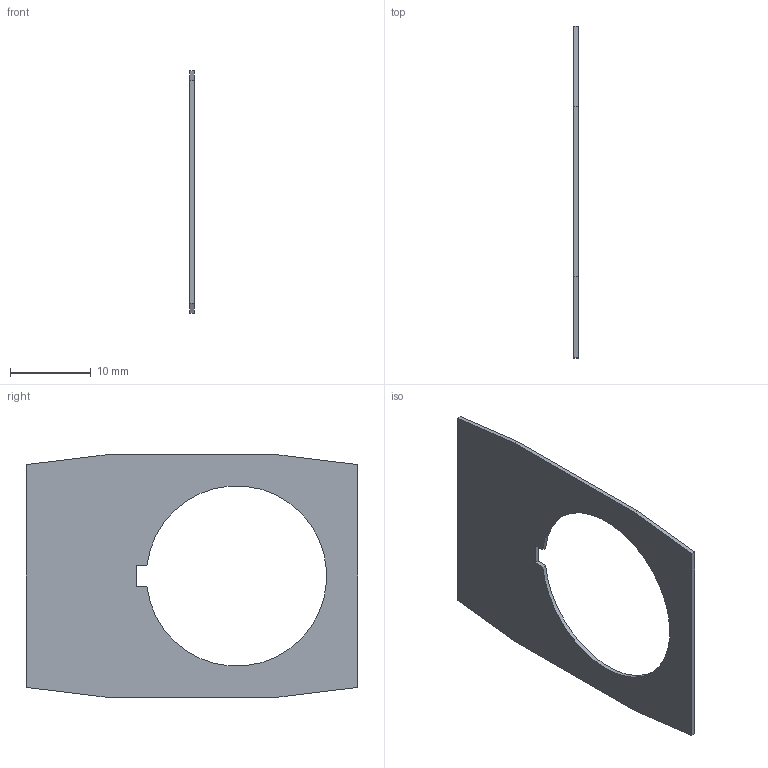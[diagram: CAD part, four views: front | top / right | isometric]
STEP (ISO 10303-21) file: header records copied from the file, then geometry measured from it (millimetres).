
FILE_DESCRIPTION(/* description */ ('STEP AP214'),/* implementation_level */ '2;1');
FILE_NAME(/* name */ '4588_BZ-1-22',/* time_stamp */ '2024-08-05T15:49:19+02:00',/* author */ ('License CC BY-ND 4.0'),/* organization */ ('CADENAS'),/* preprocessor_version */ 'ST-DEVELOPER v19.3',/* originating_system */ 'PARTsolutions',/* authorisation */ ' ');
FILE_SCHEMA (('AUTOMOTIVE_DESIGN {1 0 10303 214 3 1 1}'));
Length unit declared in the file: millimetre
Products named in the file (1): 4588 BZ-1-22
Bounding box: 0.5 x 41 x 30 mm (x, y, z)
Volume: 405.8 mm3; surface area: 1728.4 mm2
Topology: 1 solids, 1 shells, 14 faces, 36 edges, 24 vertices
Faces by surface type: plane 13, cylinder 1
Entity records: 456 total; most frequent: CARTESIAN_POINT 75, ORIENTED_EDGE 72, DIRECTION 68, EDGE_CURVE 36, LINE 34, VECTOR 34, VERTEX_POINT 24, AXIS2_PLACEMENT_3D 17
